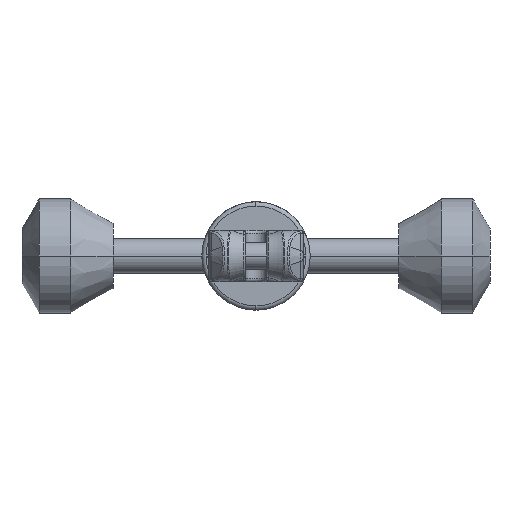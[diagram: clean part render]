
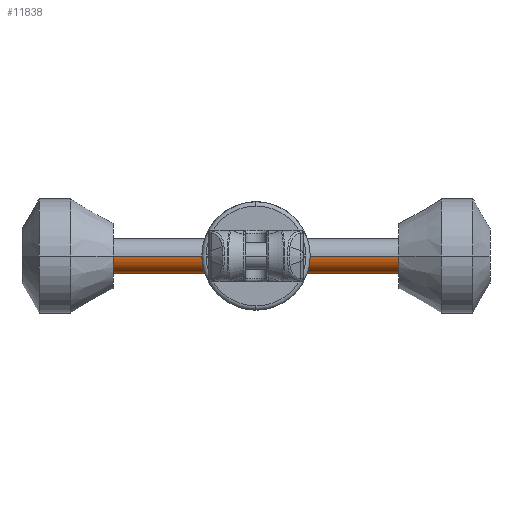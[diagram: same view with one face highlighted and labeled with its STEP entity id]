
A CAD part, left-side view. The second image highlights one B-rep face of the part: STEP entity #11838.
In plain terms, the highlighted cylindrical face has radius 6 mm (diameter 12 mm), a partial arc.
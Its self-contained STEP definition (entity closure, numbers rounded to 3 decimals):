
#11580=CARTESIAN_POINT('',(50.,0.,0.));
#11581=DIRECTION('',(-1.,0.,0.));
#11582=DIRECTION('',(0.,1.,0.));
#11583=AXIS2_PLACEMENT_3D('',#11580,#11581,#11582);
#11585=DIRECTION('',(-1.,0.,0.));
#11586=VECTOR('',#11585,100.);
#11587=CARTESIAN_POINT('',(50.,6.,0.));
#11588=LINE('',#11587,#11586);
#11594=DIRECTION('',(-1.,0.,0.));
#11595=VECTOR('',#11594,100.);
#11596=CARTESIAN_POINT('',(50.,-6.,0.));
#11597=LINE('',#11596,#11595);
#11603=CARTESIAN_POINT('',(-50.,0.,0.));
#11604=DIRECTION('',(-1.,0.,0.));
#11605=DIRECTION('',(0.,1.,0.));
#11606=AXIS2_PLACEMENT_3D('',#11603,#11604,#11605);
#11680=CARTESIAN_POINT('',(50.,6.,0.));
#11681=CARTESIAN_POINT('',(-50.,6.,0.));
#11682=VERTEX_POINT('',#11680);
#11683=VERTEX_POINT('',#11681);
#11700=CARTESIAN_POINT('',(50.,-6.,0.));
#11701=CARTESIAN_POINT('',(-50.,-6.,0.));
#11702=VERTEX_POINT('',#11700);
#11703=VERTEX_POINT('',#11701);
#11824=CARTESIAN_POINT('',(110.4,0.,0.));
#11825=DIRECTION('',(-1.,0.,0.));
#11826=DIRECTION('',(0.,1.,0.));
#11827=AXIS2_PLACEMENT_3D('',#11824,#11825,#11826);
#11828=CYLINDRICAL_SURFACE('',#11827,6.);
#11830=ORIENTED_EDGE('',*,*,#11829,.T.);
#11832=ORIENTED_EDGE('',*,*,#11831,.T.);
#11834=ORIENTED_EDGE('',*,*,#11833,.F.);
#11835=ORIENTED_EDGE('',*,*,#11817,.F.);
#11836=EDGE_LOOP('',(#11830,#11832,#11834,#11835));
#11837=FACE_OUTER_BOUND('',#11836,.F.);
#11838=ADVANCED_FACE('',(#11837),#11828,.T.);
#11584=CIRCLE('',#11583,6.);
#11607=CIRCLE('',#11606,6.);
#11817=EDGE_CURVE('',#11682,#11702,#11584,.T.);
#11829=EDGE_CURVE('',#11682,#11683,#11588,.T.);
#11831=EDGE_CURVE('',#11683,#11703,#11607,.T.);
#11833=EDGE_CURVE('',#11702,#11703,#11597,.T.);
